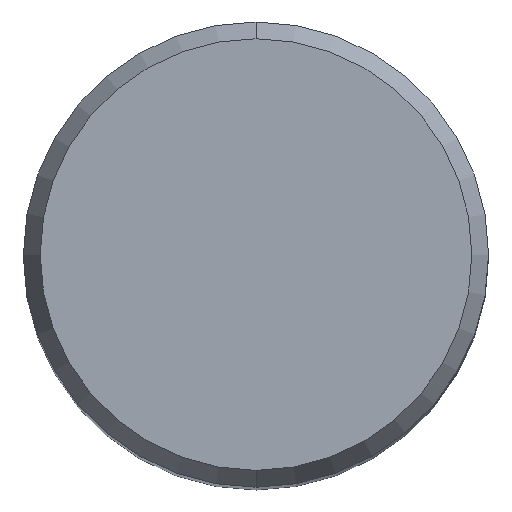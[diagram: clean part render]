
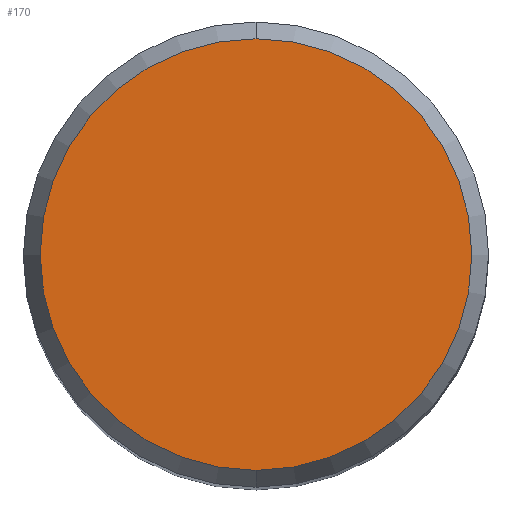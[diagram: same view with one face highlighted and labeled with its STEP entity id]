
A CAD part, top view. The second image highlights one B-rep face of the part: STEP entity #170.
In plain terms, the highlighted planar face has unit normal (0, 0, 1).
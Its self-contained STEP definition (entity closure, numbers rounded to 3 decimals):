
#126=EDGE_CURVE('',#206,#136,#304,.T.);
#136=VERTEX_POINT('',#316);
#142=EDGE_CURVE('',#136,#206,#323,.T.);
#170=ADVANCED_FACE('',(#354),#355,.T.);
#206=VERTEX_POINT('',#394);
#304=CIRCLE('',#502,8.837);
#316=CARTESIAN_POINT('',(0.0,8.837,0.0));
#323=CIRCLE('',#525,8.837);
#354=FACE_OUTER_BOUND('',#565,.T.);
#355=PLANE('',#566);
#394=CARTESIAN_POINT('',(0.,-8.837,0.0));
#502=AXIS2_PLACEMENT_3D('',#733,#734,#735);
#525=AXIS2_PLACEMENT_3D('',#764,#765,#766);
#565=EDGE_LOOP('',(#804,#805));
#566=AXIS2_PLACEMENT_3D('',#806,#807,#808);
#733=CARTESIAN_POINT('',(0.0,0.0,0.0));
#734=DIRECTION('',(0.0,0.0,-1.0));
#735=DIRECTION('',(0.0,1.0,0.0));
#764=CARTESIAN_POINT('',(0.0,0.0,0.0));
#765=DIRECTION('',(0.0,0.0,-1.0));
#766=DIRECTION('',(0.0,1.0,0.0));
#804=ORIENTED_EDGE('',*,*,#142,.F.);
#805=ORIENTED_EDGE('',*,*,#126,.F.);
#806=CARTESIAN_POINT('',(0.0,4.419,0.0));
#807=DIRECTION('',(-0.0,0.0,1.0));
#808=DIRECTION('',(0.0,-1.0,0.0));
